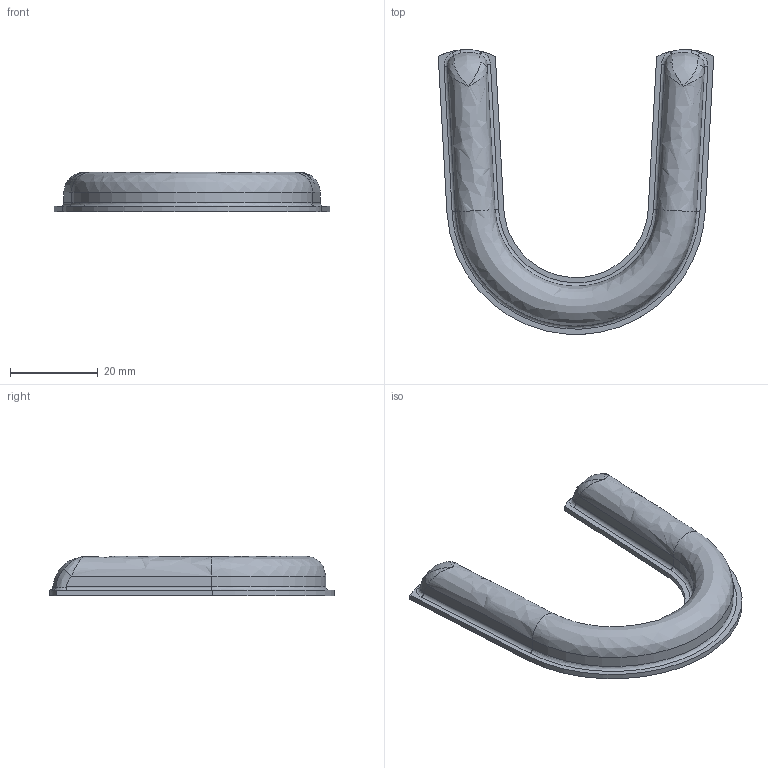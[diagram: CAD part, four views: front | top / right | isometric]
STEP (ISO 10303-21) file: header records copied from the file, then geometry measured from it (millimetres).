
FILE_DESCRIPTION((''),'2;1');
FILE_NAME('','2005-12-16T13:26:09',(''),(''),'','CADfix','');
FILE_SCHEMA(('AUTOMOTIVE_DESIGN'));
Length unit declared in the file: millimetre
Products named in the file (1): holder
Bounding box: 62.85 x 64.97 x 9 mm (x, y, z)
Volume: 4315.1 mm3; surface area: 7360.8 mm2
Topology: 1 solids, 1 shells, 77 faces, 182 edges, 100 vertices
Faces by surface type: bspline 77
Entity records: 4014 total; most frequent: CARTESIAN_POINT 3038, ORIENTED_EDGE 348, EDGE_CURVE 174, VERTEX_POINT 100, EDGE_LOOP 78, FACE_OUTER_BOUND 77, ADVANCED_FACE 77, QUASI_UNIFORM_CURVE 50
